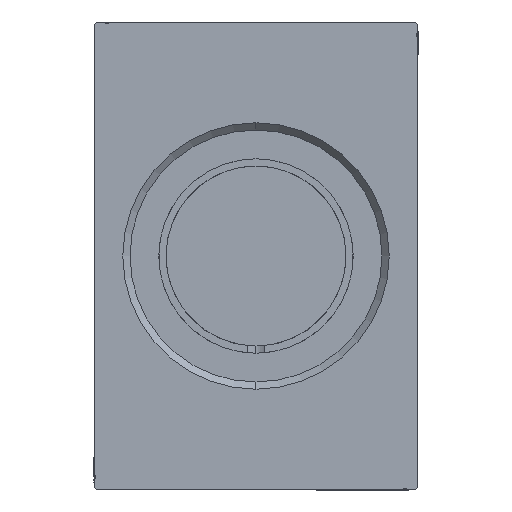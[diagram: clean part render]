
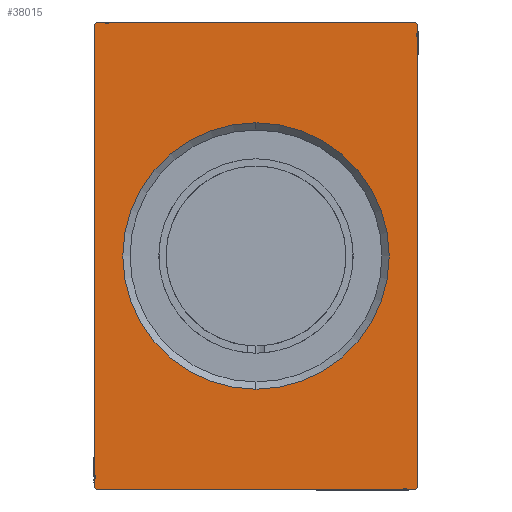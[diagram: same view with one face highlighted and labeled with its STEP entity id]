
A CAD part, left-side view. The second image highlights one B-rep face of the part: STEP entity #38015.
In plain terms, the highlighted planar face has unit normal (-1, 0, 0).
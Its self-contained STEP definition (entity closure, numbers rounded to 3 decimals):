
#180 = DIRECTION ( 'NONE',  ( 0., -0.707, -0.707 ) ) ;
#792 = DIRECTION ( 'NONE',  ( 0., -1., 0. ) ) ;
#965 = EDGE_CURVE ( 'NONE', #2006, #20269, #8088, .T. ) ;
#1617 = CARTESIAN_POINT ( 'NONE',  ( 0., 22.5, 32.5 ) ) ;
#1960 = CARTESIAN_POINT ( 'NONE',  ( 0., 0., 0. ) ) ;
#2006 = VERTEX_POINT ( 'NONE', #30054 ) ;
#2346 = VECTOR ( 'NONE', #792, 1000. ) ;
#3250 = EDGE_CURVE ( 'NONE', #31299, #7654, #30827, .T. ) ;
#3317 = LINE ( 'NONE', #16078, #11160 ) ;
#3530 = VECTOR ( 'NONE', #13036, 1000. ) ;
#4717 = CARTESIAN_POINT ( 'NONE',  ( 0., -22.5, -32.5 ) ) ;
#5603 = VERTEX_POINT ( 'NONE', #19130 ) ;
#6330 = CARTESIAN_POINT ( 'NONE',  ( 0., 22.5, -32.5 ) ) ;
#7654 = VERTEX_POINT ( 'NONE', #27306 ) ;
#8088 = LINE ( 'NONE', #1617, #2346 ) ;
#9076 = DIRECTION ( 'NONE',  ( 1., 0., 0. ) ) ;
#9583 = EDGE_CURVE ( 'NONE', #29938, #19214, #39048, .T. ) ;
#9904 = FACE_BOUND ( 'NONE', #32557, .T. ) ;
#10314 = AXIS2_PLACEMENT_3D ( 'NONE', #16180, #22657, #29136 ) ;
#11014 = ORIENTED_EDGE ( 'NONE', *, *, #24414, .F. ) ;
#11160 = VECTOR ( 'NONE', #180, 1000. ) ;
#11410 = DIRECTION ( 'NONE',  ( 0., -0.707, 0.707 ) ) ;
#12079 = CARTESIAN_POINT ( 'NONE',  ( 0., 22.2, 32.5 ) ) ;
#13036 = DIRECTION ( 'NONE',  ( 0., 0., 1. ) ) ;
#13725 = VECTOR ( 'NONE', #36793, 1000. ) ;
#13794 = CARTESIAN_POINT ( 'NONE',  ( 0., -22.2, -32.5 ) ) ;
#13957 = CARTESIAN_POINT ( 'NONE',  ( 0., -22.2, 32.5 ) ) ;
#14685 = VERTEX_POINT ( 'NONE', #21346 ) ;
#14726 = DIRECTION ( 'NONE',  ( 1., 0., 0. ) ) ;
#15785 = ORIENTED_EDGE ( 'NONE', *, *, #17328, .T. ) ;
#15940 = EDGE_CURVE ( 'NONE', #5603, #14685, #36416, .T. ) ;
#16078 = CARTESIAN_POINT ( 'NONE',  ( 0., 22.5, -32.2 ) ) ;
#16180 = CARTESIAN_POINT ( 'NONE',  ( 0., 0., 0. ) ) ;
#17328 = EDGE_CURVE ( 'NONE', #2006, #34743, #27986, .T. ) ;
#17468 = LINE ( 'NONE', #23556, #26866 ) ;
#17606 = ORIENTED_EDGE ( 'NONE', *, *, #28669, .T. ) ;
#19130 = CARTESIAN_POINT ( 'NONE',  ( 0., 0., 18.5 ) ) ;
#19214 = VERTEX_POINT ( 'NONE', #22543 ) ;
#19761 = VECTOR ( 'NONE', #29648, 1000. ) ;
#20269 = VERTEX_POINT ( 'NONE', #13957 ) ;
#21028 = AXIS2_PLACEMENT_3D ( 'NONE', #1960, #14726, #27894 ) ;
#21346 = CARTESIAN_POINT ( 'NONE',  ( 0., 0., -18.5 ) ) ;
#22125 = AXIS2_PLACEMENT_3D ( 'NONE', #30635, #9076, #34411 ) ;
#22543 = CARTESIAN_POINT ( 'NONE',  ( 0., 22.2, -32.5 ) ) ;
#22657 = DIRECTION ( 'NONE',  ( 1., 0., 0. ) ) ;
#22802 = CARTESIAN_POINT ( 'NONE',  ( 0., -22.5, 32.2 ) ) ;
#22845 = LINE ( 'NONE', #6330, #3530 ) ;
#23182 = EDGE_CURVE ( 'NONE', #29938, #7654, #17468, .T. ) ;
#23337 = CARTESIAN_POINT ( 'NONE',  ( 0., 22.5, 32.2 ) ) ;
#23477 = ORIENTED_EDGE ( 'NONE', *, *, #15940, .T. ) ;
#23532 = VECTOR ( 'NONE', #35571, 1000. ) ;
#23556 = CARTESIAN_POINT ( 'NONE',  ( 0., -22.2, -32.5 ) ) ;
#23844 = ORIENTED_EDGE ( 'NONE', *, *, #41400, .T. ) ;
#24160 = CARTESIAN_POINT ( 'NONE',  ( 0., -22.5, 32.5 ) ) ;
#24414 = EDGE_CURVE ( 'NONE', #31998, #34743, #22845, .T. ) ;
#25365 = EDGE_CURVE ( 'NONE', #14685, #5603, #30143, .T. ) ;
#25387 = FACE_OUTER_BOUND ( 'NONE', #32837, .T. ) ;
#25501 = VECTOR ( 'NONE', #39663, 1000. ) ;
#25762 = ORIENTED_EDGE ( 'NONE', *, *, #23182, .T. ) ;
#26866 = VECTOR ( 'NONE', #11410, 1000. ) ;
#27306 = CARTESIAN_POINT ( 'NONE',  ( 0., -22.5, -32.2 ) ) ;
#27894 = DIRECTION ( 'NONE',  ( 0., 0., -1. ) ) ;
#27908 = CARTESIAN_POINT ( 'NONE',  ( 0., 22.5, -32.2 ) ) ;
#27986 = LINE ( 'NONE', #12079, #13725 ) ;
#28669 = EDGE_CURVE ( 'NONE', #31299, #20269, #35986, .T. ) ;
#29136 = DIRECTION ( 'NONE',  ( 0., 0., -1. ) ) ;
#29648 = DIRECTION ( 'NONE',  ( 0., 0., -1. ) ) ;
#29731 = ORIENTED_EDGE ( 'NONE', *, *, #965, .F. ) ;
#29938 = VERTEX_POINT ( 'NONE', #13794 ) ;
#30054 = CARTESIAN_POINT ( 'NONE',  ( 0., 22.2, 32.5 ) ) ;
#30143 = CIRCLE ( 'NONE', #22125, 18.5 ) ;
#30635 = CARTESIAN_POINT ( 'NONE',  ( 0., 0., 0. ) ) ;
#30827 = LINE ( 'NONE', #24160, #19761 ) ;
#31299 = VERTEX_POINT ( 'NONE', #41283 ) ;
#31869 = PLANE ( 'NONE',  #10314 ) ;
#31998 = VERTEX_POINT ( 'NONE', #27908 ) ;
#32557 = EDGE_LOOP ( 'NONE', ( #23477, #33505 ) ) ;
#32837 = EDGE_LOOP ( 'NONE', ( #29731, #15785, #11014, #23844, #34487, #25762, #34907, #17606 ) ) ;
#33505 = ORIENTED_EDGE ( 'NONE', *, *, #25365, .T. ) ;
#34411 = DIRECTION ( 'NONE',  ( 0., 0., -1. ) ) ;
#34487 = ORIENTED_EDGE ( 'NONE', *, *, #9583, .F. ) ;
#34743 = VERTEX_POINT ( 'NONE', #23337 ) ;
#34907 = ORIENTED_EDGE ( 'NONE', *, *, #3250, .F. ) ;
#35571 = DIRECTION ( 'NONE',  ( 0., 0.707, 0.707 ) ) ;
#35986 = LINE ( 'NONE', #22802, #23532 ) ;
#36416 = CIRCLE ( 'NONE', #21028, 18.5 ) ;
#36793 = DIRECTION ( 'NONE',  ( 0., 0.707, -0.707 ) ) ;
#38015 = ADVANCED_FACE ( 'NONE', ( #9904, #25387 ), #31869, .F. ) ;
#39048 = LINE ( 'NONE', #4717, #25501 ) ;
#39663 = DIRECTION ( 'NONE',  ( 0., 1., 0. ) ) ;
#41283 = CARTESIAN_POINT ( 'NONE',  ( 0., -22.5, 32.2 ) ) ;
#41400 = EDGE_CURVE ( 'NONE', #31998, #19214, #3317, .T. ) ;
